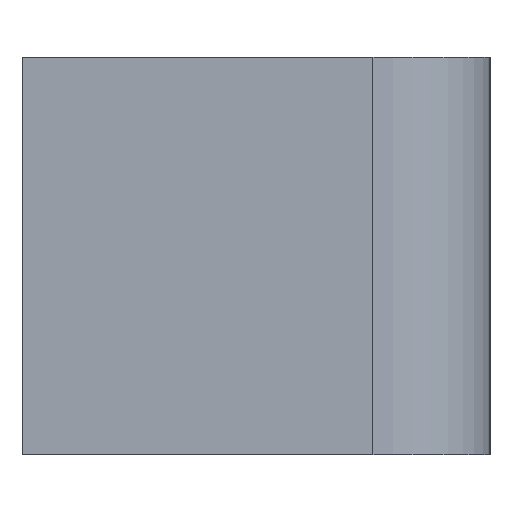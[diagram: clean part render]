
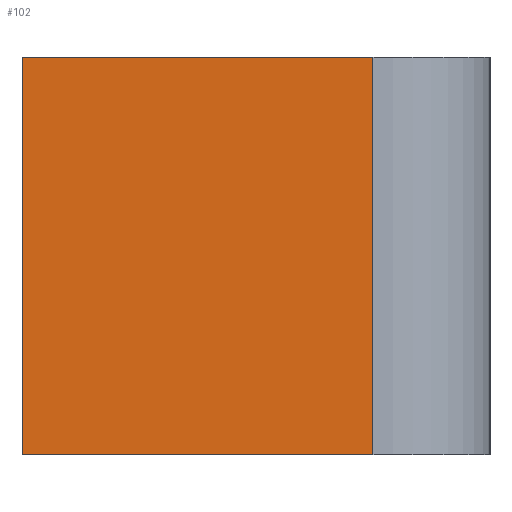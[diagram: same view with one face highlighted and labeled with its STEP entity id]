
A CAD part, left-side view. The second image highlights one B-rep face of the part: STEP entity #102.
In plain terms, the highlighted planar face has unit normal (-1, 0, 0).
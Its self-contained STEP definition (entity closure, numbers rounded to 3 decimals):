
#63=CARTESIAN_POINT('Axis2P3D Location',(-80.,20.,0.)) ;
#68=CARTESIAN_POINT('Line Origine',(-80.,5.,34.)) ;
#72=CARTESIAN_POINT('Vertex',(-80.,20.,34.)) ;
#74=CARTESIAN_POINT('Vertex',(-80.,-10.,34.)) ;
#77=CARTESIAN_POINT('Line Origine',(-80.,20.,17.)) ;
#81=CARTESIAN_POINT('Vertex',(-80.,20.,0.)) ;
#84=CARTESIAN_POINT('Line Origine',(-80.,5.,0.)) ;
#88=CARTESIAN_POINT('Vertex',(-80.,-10.,0.)) ;
#91=CARTESIAN_POINT('Line Origine',(-80.,-10.,17.)) ;
#70=VECTOR('Line Direction',#69,1.) ;
#79=VECTOR('Line Direction',#78,1.) ;
#86=VECTOR('Line Direction',#85,1.) ;
#93=VECTOR('Line Direction',#92,1.) ;
#64=DIRECTION('Axis2P3D Direction',(-1.,0.,0.)) ;
#65=DIRECTION('Axis2P3D XDirection',(0.,-1.,0.)) ;
#69=DIRECTION('Vector Direction',(0.,-1.,0.)) ;
#78=DIRECTION('Vector Direction',(0.,0.,1.)) ;
#85=DIRECTION('Vector Direction',(0.,-1.,0.)) ;
#92=DIRECTION('Vector Direction',(0.,0.,1.)) ;
#66=AXIS2_PLACEMENT_3D('Plane Axis2P3D',#63,#64,#65) ;
#71=LINE('Line',#68,#70) ;
#80=LINE('Line',#77,#79) ;
#87=LINE('Line',#84,#86) ;
#94=LINE('Line',#91,#93) ;
#67=PLANE('',#66) ;
#76=EDGE_CURVE('',#73,#75,#71,.T.) ;
#83=EDGE_CURVE('',#82,#73,#80,.T.) ;
#90=EDGE_CURVE('',#82,#89,#87,.T.) ;
#95=EDGE_CURVE('',#89,#75,#94,.T.) ;
#97=ORIENTED_EDGE('',*,*,#76,.F.) ;
#98=ORIENTED_EDGE('',*,*,#83,.F.) ;
#99=ORIENTED_EDGE('',*,*,#90,.T.) ;
#100=ORIENTED_EDGE('',*,*,#95,.T.) ;
#96=EDGE_LOOP('',(#97,#98,#99,#100)) ;
#73=VERTEX_POINT('',#72) ;
#75=VERTEX_POINT('',#74) ;
#82=VERTEX_POINT('',#81) ;
#89=VERTEX_POINT('',#88) ;
#102=ADVANCED_FACE('Corps principal',(#101),#67,.T.) ;
#101=FACE_OUTER_BOUND('',#96,.T.) ;
